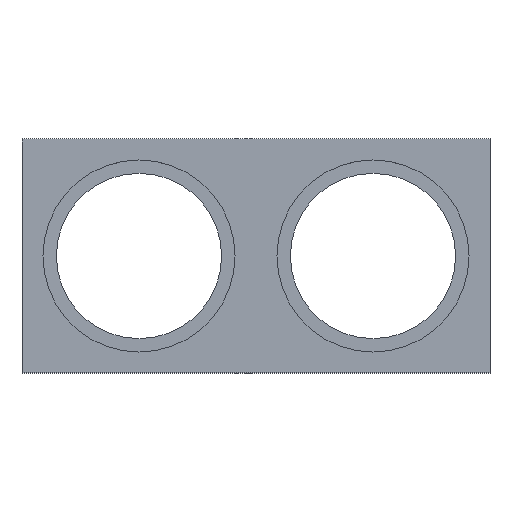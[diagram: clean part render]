
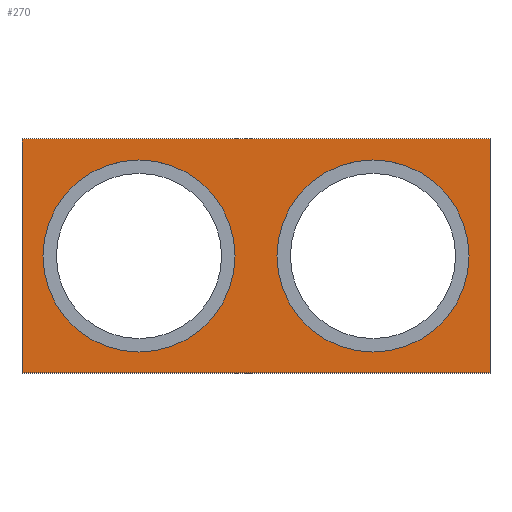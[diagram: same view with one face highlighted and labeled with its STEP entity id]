
A CAD part, top view. The second image highlights one B-rep face of the part: STEP entity #270.
In plain terms, the highlighted planar face has unit normal (0, 0, 1).
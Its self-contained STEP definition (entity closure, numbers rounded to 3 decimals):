
#62=CARTESIAN_POINT('Vertex',(85.,42.5,4.)) ;
#76=CARTESIAN_POINT('Vertex',(-85.,42.5,4.)) ;
#79=CARTESIAN_POINT('Line Origine',(0.,42.5,4.)) ;
#107=CARTESIAN_POINT('Vertex',(-85.,-42.5,4.)) ;
#110=CARTESIAN_POINT('Line Origine',(-85.,0.,4.)) ;
#138=CARTESIAN_POINT('Vertex',(85.,-42.5,4.)) ;
#141=CARTESIAN_POINT('Line Origine',(0.,-42.5,4.)) ;
#163=CARTESIAN_POINT('Line Origine',(85.,0.,4.)) ;
#223=CARTESIAN_POINT('Axis2P3D Location',(0.,0.,4.)) ;
#234=CARTESIAN_POINT('Axis2P3D Location',(-42.5,0.,4.)) ;
#238=CARTESIAN_POINT('Vertex',(-7.6,0.,4.)) ;
#240=CARTESIAN_POINT('Vertex',(-77.4,0.,4.)) ;
#243=CARTESIAN_POINT('Axis2P3D Location',(-42.5,0.,4.)) ;
#252=CARTESIAN_POINT('Axis2P3D Location',(42.5,0.,4.)) ;
#256=CARTESIAN_POINT('Vertex',(7.6,0.,4.)) ;
#258=CARTESIAN_POINT('Vertex',(77.4,0.,4.)) ;
#261=CARTESIAN_POINT('Axis2P3D Location',(42.5,0.,4.)) ;
#80=DIRECTION('Vector Direction',(1.,0.,0.)) ;
#111=DIRECTION('Vector Direction',(0.,1.,0.)) ;
#142=DIRECTION('Vector Direction',(-1.,0.,0.)) ;
#164=DIRECTION('Vector Direction',(0.,-1.,0.)) ;
#224=DIRECTION('Axis2P3D Direction',(0.,0.,1.)) ;
#225=DIRECTION('Axis2P3D XDirection',(1.,0.,0.)) ;
#235=DIRECTION('Axis2P3D Direction',(0.,0.,1.)) ;
#244=DIRECTION('Axis2P3D Direction',(0.,0.,1.)) ;
#253=DIRECTION('Axis2P3D Direction',(0.,0.,1.)) ;
#262=DIRECTION('Axis2P3D Direction',(0.,0.,1.)) ;
#226=AXIS2_PLACEMENT_3D('Plane Axis2P3D',#223,#224,#225) ;
#236=AXIS2_PLACEMENT_3D('Circle Axis2P3D',#234,#235,$) ;
#245=AXIS2_PLACEMENT_3D('Circle Axis2P3D',#243,#244,$) ;
#254=AXIS2_PLACEMENT_3D('Circle Axis2P3D',#252,#253,$) ;
#263=AXIS2_PLACEMENT_3D('Circle Axis2P3D',#261,#262,$) ;
#229=ORIENTED_EDGE('',*,*,#83,.T.) ;
#230=ORIENTED_EDGE('',*,*,#114,.T.) ;
#231=ORIENTED_EDGE('',*,*,#145,.T.) ;
#232=ORIENTED_EDGE('',*,*,#167,.T.) ;
#249=ORIENTED_EDGE('',*,*,#242,.F.) ;
#250=ORIENTED_EDGE('',*,*,#247,.F.) ;
#267=ORIENTED_EDGE('',*,*,#260,.F.) ;
#268=ORIENTED_EDGE('',*,*,#265,.F.) ;
#251=FACE_BOUND('',#248,.T.) ;
#269=FACE_BOUND('',#266,.T.) ;
#81=VECTOR('Line Direction',#80,1.) ;
#112=VECTOR('Line Direction',#111,1.) ;
#143=VECTOR('Line Direction',#142,1.) ;
#165=VECTOR('Line Direction',#164,1.) ;
#270=ADVANCED_FACE('\X2\96F64EF651E04F554F53\X0\',(#233,#251,#269),#227,.T.) ;
#237=CIRCLE('generated circle',#236,34.9) ;
#246=CIRCLE('generated circle',#245,34.9) ;
#255=CIRCLE('generated circle',#254,34.9) ;
#264=CIRCLE('generated circle',#263,34.9) ;
#83=EDGE_CURVE('',#63,#77,#82,.F.) ;
#114=EDGE_CURVE('',#77,#108,#113,.F.) ;
#145=EDGE_CURVE('',#108,#139,#144,.F.) ;
#167=EDGE_CURVE('',#139,#63,#166,.F.) ;
#242=EDGE_CURVE('',#239,#241,#237,.T.) ;
#247=EDGE_CURVE('',#241,#239,#246,.T.) ;
#260=EDGE_CURVE('',#257,#259,#255,.T.) ;
#265=EDGE_CURVE('',#259,#257,#264,.T.) ;
#228=EDGE_LOOP('',(#229,#230,#231,#232)) ;
#248=EDGE_LOOP('',(#249,#250)) ;
#266=EDGE_LOOP('',(#267,#268)) ;
#233=FACE_OUTER_BOUND('',#228,.T.) ;
#82=LINE('Line',#79,#81) ;
#113=LINE('Line',#110,#112) ;
#144=LINE('Line',#141,#143) ;
#166=LINE('Line',#163,#165) ;
#227=PLANE('',#226) ;
#63=VERTEX_POINT('',#62) ;
#77=VERTEX_POINT('',#76) ;
#108=VERTEX_POINT('',#107) ;
#139=VERTEX_POINT('',#138) ;
#239=VERTEX_POINT('',#238) ;
#241=VERTEX_POINT('',#240) ;
#257=VERTEX_POINT('',#256) ;
#259=VERTEX_POINT('',#258) ;
